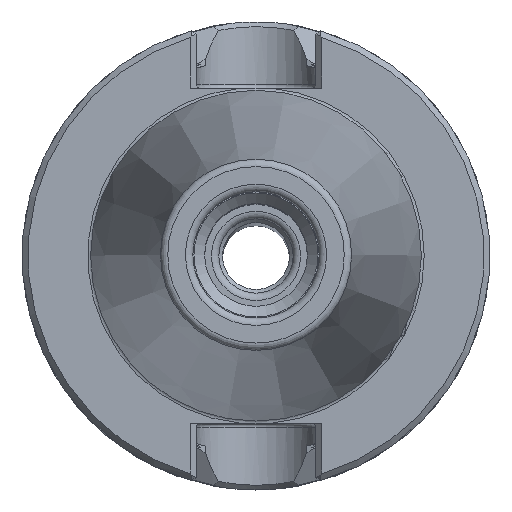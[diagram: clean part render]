
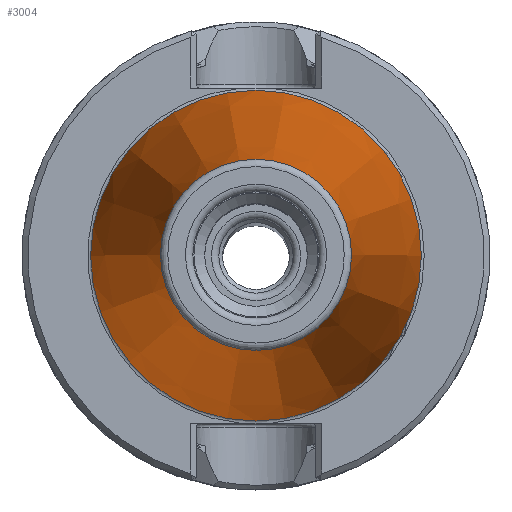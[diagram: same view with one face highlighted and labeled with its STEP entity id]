
A CAD part, top view. The second image highlights one B-rep face of the part: STEP entity #3004.
In plain terms, the highlighted conical face has half-angle 8.297 degrees and reference radius 12.871 mm.
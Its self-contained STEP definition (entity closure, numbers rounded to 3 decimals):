
#295=CONICAL_SURFACE('',#3185,12.871,0.145);
#372=ORIENTED_EDGE('',*,*,#860,.T.);
#373=ORIENTED_EDGE('',*,*,#859,.F.);
#859=EDGE_CURVE('',#1114,#1114,#1309,.T.);
#860=EDGE_CURVE('',#1115,#1115,#1310,.T.);
#1114=VERTEX_POINT('',#4137);
#1115=VERTEX_POINT('',#4140);
#1309=CIRCLE('',#3184,12.871);
#1310=CIRCLE('',#3186,22.268);
#1453=EDGE_LOOP('',(#372));
#1454=EDGE_LOOP('',(#373));
#1691=FACE_BOUND('',#1453,.T.);
#1692=FACE_BOUND('',#1454,.T.);
#3004=ADVANCED_FACE('',(#1691,#1692),#295,.T.);
#3184=AXIS2_PLACEMENT_3D('',#4136,#3519,#3520);
#3185=AXIS2_PLACEMENT_3D('',#4138,#3521,#3522);
#3186=AXIS2_PLACEMENT_3D('',#4139,#3523,#3524);
#3519=DIRECTION('',(0.,0.,1.));
#3520=DIRECTION('',(1.,0.,0.));
#3521=DIRECTION('',(0.,0.,-1.));
#3522=DIRECTION('',(-1.,0.,0.));
#3523=DIRECTION('',(0.,0.,1.));
#3524=DIRECTION('',(1.,0.,0.));
#4136=CARTESIAN_POINT('',(0.,0.,64.544));
#4137=CARTESIAN_POINT('',(12.871,0.,64.544));
#4138=CARTESIAN_POINT('',(0.,0.,64.544));
#4139=CARTESIAN_POINT('',(0.,0.,0.106));
#4140=CARTESIAN_POINT('',(22.268,0.,0.106));
